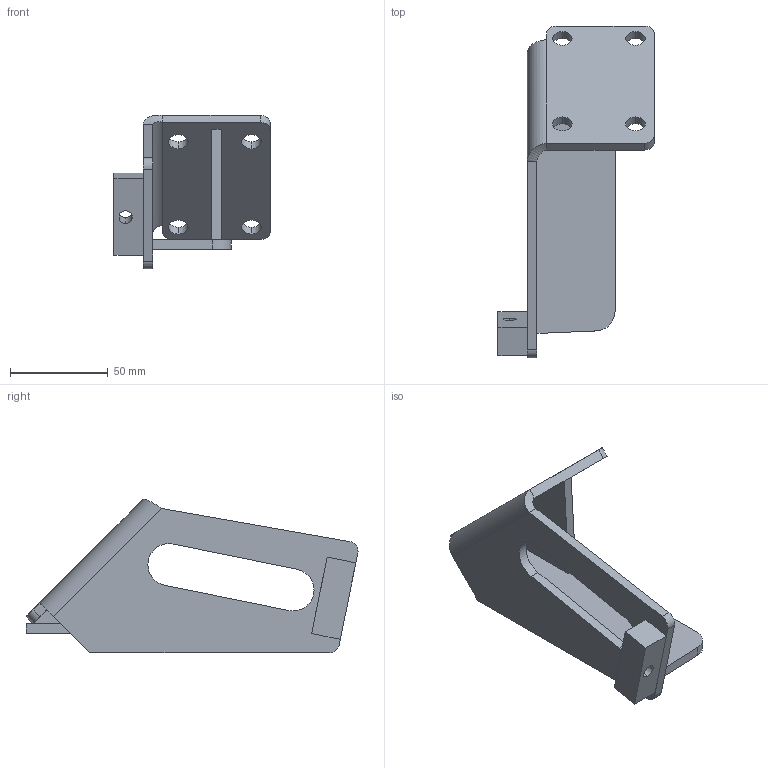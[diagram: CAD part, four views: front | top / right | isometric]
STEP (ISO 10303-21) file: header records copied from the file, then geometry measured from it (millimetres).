
FILE_DESCRIPTION (( 'STEP AP203' ), '1' );
FILE_NAME ('OUT-P20101_SUPPORT FREIN SYM_26072021.STEP', '2021-07-26T16:15:08', ( '' ), ( '' ), 'SwSTEP 2.0', 'SolidWorks 2020', '' );
FILE_SCHEMA (( 'CONFIG_CONTROL_DESIGN' ));
Length unit declared in the file: millimetre
Products named in the file (1): OUT-P20101_SUPPORT FREIN SYM_26072021
Bounding box: 80 x 170.18 x 78.81 mm (x, y, z)
Volume: 104386.9 mm3; surface area: 48665.8 mm2
Topology: 4 solids, 4 shells, 57 faces, 139 edges, 90 vertices
Faces by surface type: plane 34, cylinder 22, bspline 1
Entity records: 1838 total; most frequent: CARTESIAN_POINT 366, DIRECTION 293, ORIENTED_EDGE 278, EDGE_CURVE 139, AXIS2_PLACEMENT_3D 99, LINE 95, VECTOR 95, VERTEX_POINT 90
